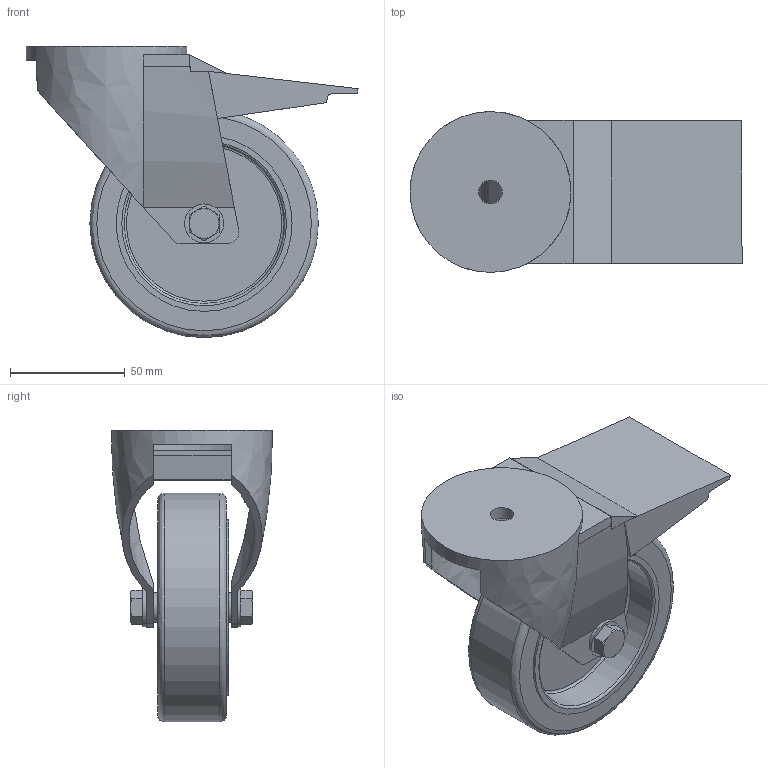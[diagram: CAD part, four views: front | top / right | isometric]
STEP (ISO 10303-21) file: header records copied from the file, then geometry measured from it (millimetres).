
FILE_DESCRIPTION(('STEP AP203'),'2;1');
FILE_NAME('24.152.00.stp','2011-03-28T17:22:26',(''),(''),'2009.3.110','THINKDESIGN','');
FILE_SCHEMA(('CONFIG_CONTROL_DESIGN'));
Length unit declared in the file: millimetre
Bounding box: 144.45 x 70 x 126.78 mm (x, y, z)
Volume: 203635.8 mm3; surface area: 88376.8 mm2
Topology: 11 solids, 11 shells, 129 faces, 319 edges, 216 vertices
Faces by surface type: plane 87, bspline 22, cylinder 20
Full cylindrical faces by diameter (mm): 8 x2, 8.4 x2, 10.25 x1, 13 x2, 17 x2, 69.663 x1, 71.663 x1, 72 x1, 76.552 x1, 99.4 x1
Entity records: 5364 total; most frequent: CARTESIAN_POINT 2282, ORIENTED_EDGE 638, DIRECTION 575, EDGE_CURVE 319, VERTEX_POINT 216, AXIS2_PLACEMENT_3D 207, VECTOR 161, LINE 161
